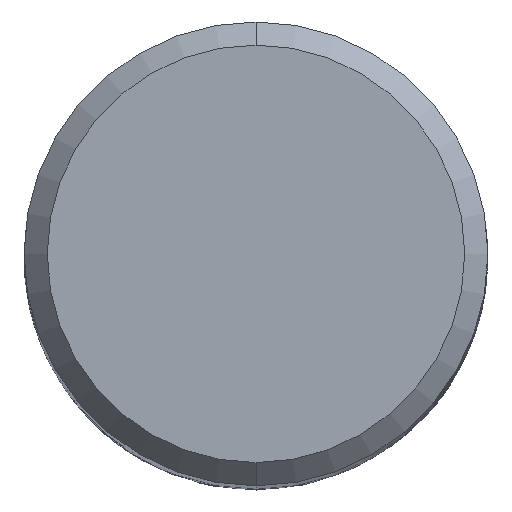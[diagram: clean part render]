
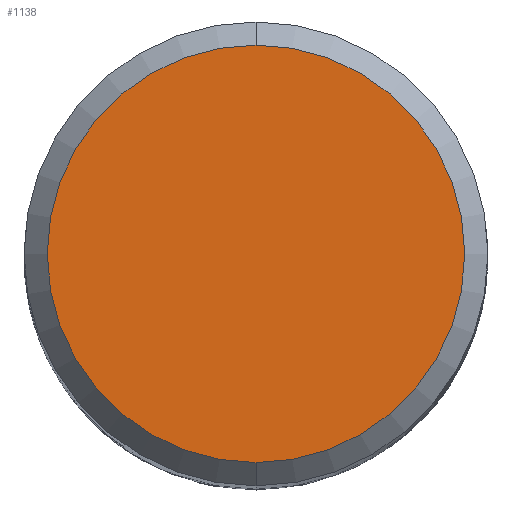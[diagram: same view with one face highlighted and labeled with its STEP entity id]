
A CAD part, top view. The second image highlights one B-rep face of the part: STEP entity #1138.
In plain terms, the highlighted planar face has unit normal (0, 0, 1).
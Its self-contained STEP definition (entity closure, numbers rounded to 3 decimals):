
#544=VERTEX_POINT('',#1393);
#700=VERTEX_POINT('',#1561);
#942=EDGE_CURVE('',#544,#700,#1829,.T.);
#1050=EDGE_CURVE('',#700,#544,#1944,.T.);
#1138=ADVANCED_FACE('',(#2041),#2042,.T.);
#1393=CARTESIAN_POINT('',(0.0,5.4,0.0));
#1561=CARTESIAN_POINT('',(0.,-5.4,0.0));
#1829=CIRCLE('',#5718,5.4);
#1944=CIRCLE('',#6247,5.4);
#2041=FACE_OUTER_BOUND('',#7189,.T.);
#2042=PLANE('',#7190);
#5718=AXIS2_PLACEMENT_3D('',#8981,#8982,#8983);
#6247=AXIS2_PLACEMENT_3D('',#9124,#9125,#9126);
#7189=EDGE_LOOP('',(#9249,#9250));
#7190=AXIS2_PLACEMENT_3D('',#9251,#9252,#9253);
#8981=CARTESIAN_POINT('',(0.0,0.0,0.0));
#8982=DIRECTION('',(0.0,0.0,-1.0));
#8983=DIRECTION('',(0.0,1.0,0.0));
#9124=CARTESIAN_POINT('',(0.0,0.0,0.0));
#9125=DIRECTION('',(0.0,0.0,-1.0));
#9126=DIRECTION('',(0.0,1.0,0.0));
#9249=ORIENTED_EDGE('',*,*,#942,.F.);
#9250=ORIENTED_EDGE('',*,*,#1050,.F.);
#9251=CARTESIAN_POINT('',(0.0,2.7,0.0));
#9252=DIRECTION('',(-0.0,0.0,1.0));
#9253=DIRECTION('',(0.0,-1.0,0.0));
